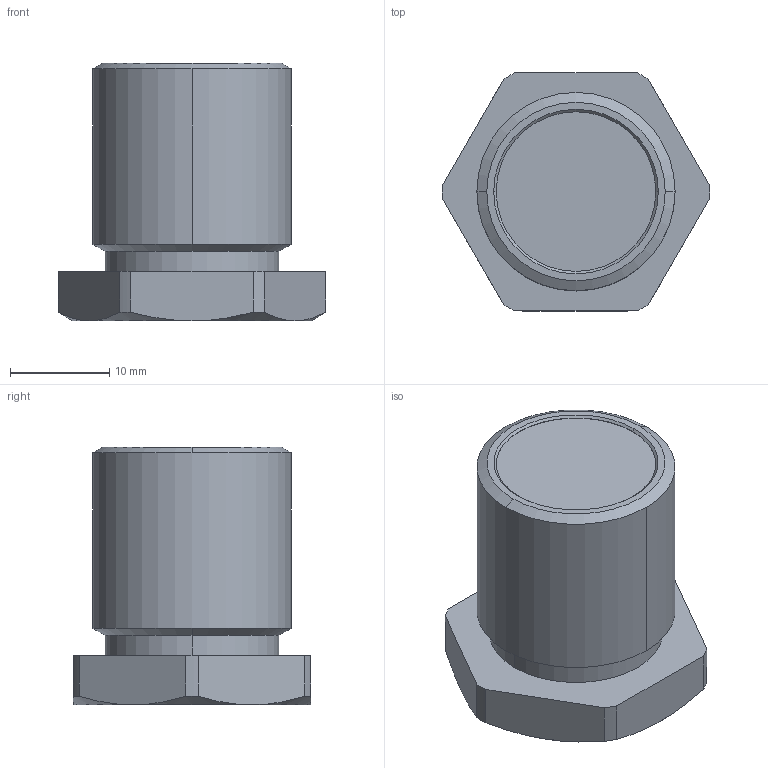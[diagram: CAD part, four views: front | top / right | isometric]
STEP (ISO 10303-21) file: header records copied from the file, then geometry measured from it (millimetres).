
FILE_DESCRIPTION(('Creo Elements/Direct Modeling STEP Export'),'2;1');
FILE_NAME('Gewindehülse_NPT_1-2.Ref.00.stp','2017-08-04T 8:50:45',(''),(''),'Creo Elements/Direct Modeling STEP processor for AP214 (Solid Model)','Creo Elements/Direct Modeling 18.1E 22-Nov-2013 (C) Parametric Technology GmbH','');
FILE_SCHEMA(('AUTOMOTIVE_DESIGN { 1 0 10303 214 1 1 1 1 }'));
Length unit declared in the file: millimetre
Products named in the file (1): T1.1
Bounding box: 27 x 24 x 26 mm (x, y, z)
Volume: 8739.9 mm3; surface area: 2790.6 mm2
Topology: 1 solids, 1 shells, 37 faces, 92 edges, 60 vertices
Faces by surface type: cone 14, cylinder 12, plane 11
Entity records: 1136 total; most frequent: CARTESIAN_POINT 306, ORIENTED_EDGE 184, DIRECTION 148, EDGE_CURVE 92, VERTEX_POINT 60, AXIS2_PLACEMENT_3D 58, EDGE_LOOP 40, FACE_OUTER_BOUND 37
